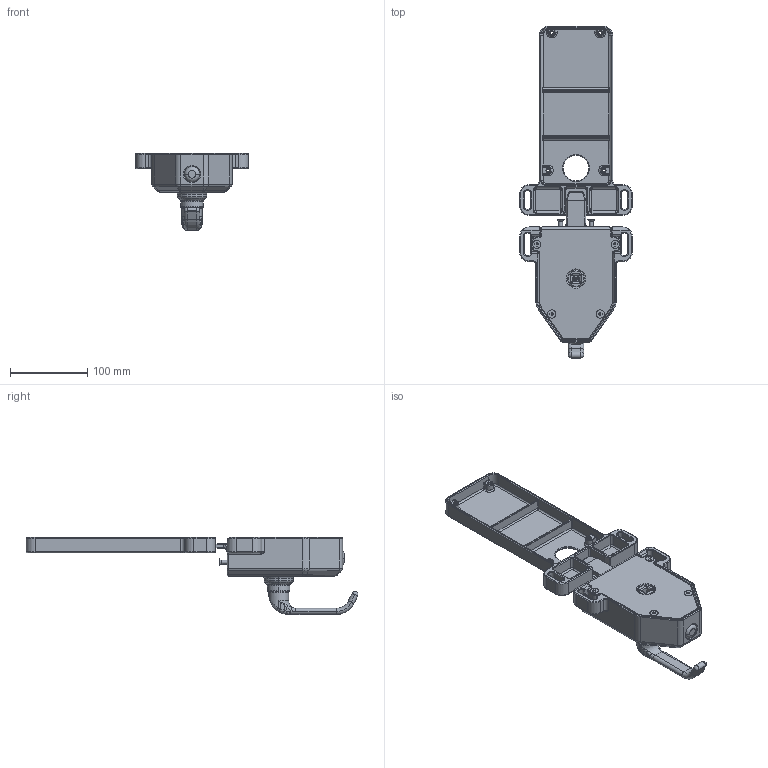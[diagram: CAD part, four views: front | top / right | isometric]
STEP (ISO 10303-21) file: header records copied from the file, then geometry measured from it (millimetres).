
FILE_DESCRIPTION (( 'STEP AP214' ), '1' );
FILE_NAME ('527007-L.STEP', '2025-06-18T16:17:43', ( '' ), ( '' ), 'SwSTEP 2.0', 'SolidWorks 2024', '' );
FILE_SCHEMA (( 'AUTOMOTIVE_DESIGN' ));
Length unit declared in the file: millimetre
Products named in the file (1): 527007-L
Bounding box: 146 x 431 x 100 mm (x, y, z)
Volume: 458327 mm3; surface area: 235940.6 mm2
Topology: 15 solids, 15 shells, 2006 faces, 4673 edges, 2616 vertices
Faces by surface type: cylinder 812, torus 406, plane 388, bspline 183, cone 167, sphere 50
Full cylindrical faces by diameter (mm): 5.003 x1, 5.005 x1, 6 x4, 6.66 x1
Entity records: 77757 total; most frequent: CARTESIAN_POINT 33045, DIRECTION 9909, ORIENTED_EDGE 9088, EDGE_CURVE 4544, AXIS2_PLACEMENT_3D 4068, VERTEX_POINT 2610, CIRCLE 2244, EDGE_LOOP 2096
